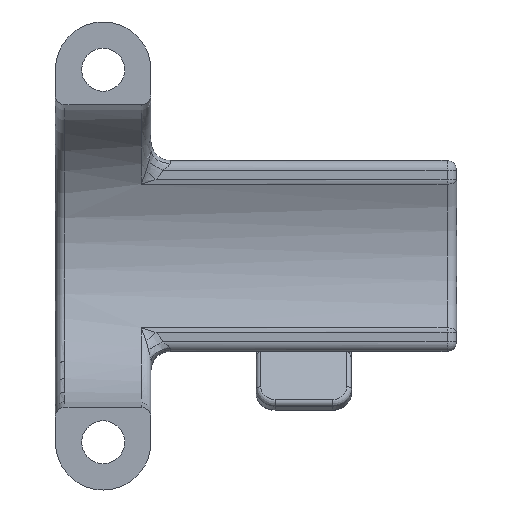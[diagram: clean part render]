
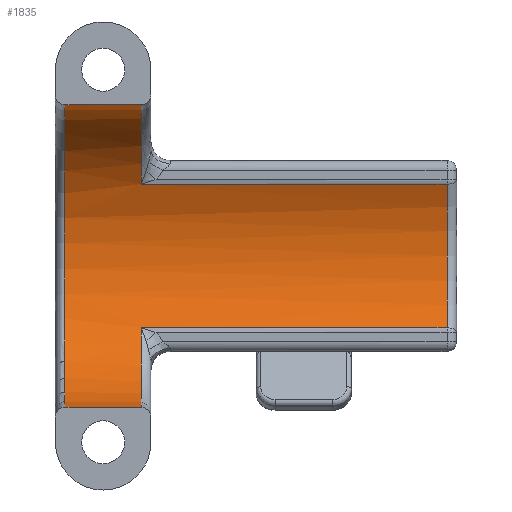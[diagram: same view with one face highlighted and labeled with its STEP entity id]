
A CAD part, front view. The second image highlights one B-rep face of the part: STEP entity #1835.
In plain terms, the highlighted cylindrical face has radius 16 mm (diameter 32 mm), a partial arc.
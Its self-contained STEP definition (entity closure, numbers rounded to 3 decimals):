
#81=LINE('',#3005,#212);
#105=LINE('',#3353,#236);
#122=LINE('',#3469,#253);
#123=LINE('',#3472,#254);
#212=VECTOR('',#2198,10.);
#236=VECTOR('',#2278,10.);
#253=VECTOR('',#2393,10.);
#254=VECTOR('',#2396,10.);
#355=CYLINDRICAL_SURFACE('',#2022,16.);
#460=FACE_OUTER_BOUND('',#577,.T.);
#577=EDGE_LOOP('',(#1428,#1429,#1430,#1431,#1432,#1433,#1434,#1435));
#673=CIRCLE('',#1942,16.);
#694=CIRCLE('',#1977,16.);
#719=CIRCLE('',#2021,16.);
#720=CIRCLE('',#2023,16.);
#789=VERTEX_POINT('',#2944);
#790=VERTEX_POINT('',#2986);
#793=VERTEX_POINT('',#3003);
#827=VERTEX_POINT('',#3300);
#831=VERTEX_POINT('',#3352);
#833=VERTEX_POINT('',#3358);
#853=VERTEX_POINT('',#3468);
#854=VERTEX_POINT('',#3470);
#963=EDGE_CURVE('',#789,#790,#673,.T.);
#968=EDGE_CURVE('',#793,#789,#81,.T.);
#1020=EDGE_CURVE('',#827,#831,#105,.T.);
#1024=EDGE_CURVE('',#833,#827,#694,.T.);
#1065=EDGE_CURVE('',#831,#793,#719,.T.);
#1066=EDGE_CURVE('',#833,#853,#122,.T.);
#1067=EDGE_CURVE('',#854,#853,#720,.T.);
#1068=EDGE_CURVE('',#790,#854,#123,.T.);
#1428=ORIENTED_EDGE('',*,*,#963,.F.);
#1429=ORIENTED_EDGE('',*,*,#968,.F.);
#1430=ORIENTED_EDGE('',*,*,#1065,.F.);
#1431=ORIENTED_EDGE('',*,*,#1020,.F.);
#1432=ORIENTED_EDGE('',*,*,#1024,.F.);
#1433=ORIENTED_EDGE('',*,*,#1066,.T.);
#1434=ORIENTED_EDGE('',*,*,#1067,.F.);
#1435=ORIENTED_EDGE('',*,*,#1068,.F.);
#1835=ADVANCED_FACE('',(#460),#355,.F.);
#1942=AXIS2_PLACEMENT_3D('',#2987,#2189,#2190);
#1977=AXIS2_PLACEMENT_3D('',#3369,#2285,#2286);
#2021=AXIS2_PLACEMENT_3D('',#3466,#2389,#2390);
#2022=AXIS2_PLACEMENT_3D('',#3467,#2391,#2392);
#2023=AXIS2_PLACEMENT_3D('',#3471,#2394,#2395);
#2189=DIRECTION('center_axis',(-1.,0.,0.));
#2190=DIRECTION('ref_axis',(0.,0.566,-0.824));
#2198=DIRECTION('',(-1.,0.,0.));
#2278=DIRECTION('',(1.,0.,0.));
#2285=DIRECTION('center_axis',(-1.,0.,0.));
#2286=DIRECTION('ref_axis',(0.,0.566,0.824));
#2389=DIRECTION('center_axis',(-1.,0.,0.));
#2390=DIRECTION('ref_axis',(0.,1.,0.));
#2391=DIRECTION('center_axis',(-1.,0.,0.));
#2392=DIRECTION('ref_axis',(0.,-0.138,-0.991));
#2393=DIRECTION('',(-1.,0.,0.));
#2394=DIRECTION('center_axis',(1.,0.,0.));
#2395=DIRECTION('ref_axis',(0.,1.,0.));
#2396=DIRECTION('',(-1.,0.,0.));
#2944=CARTESIAN_POINT('',(-17.,-5.882,2.471));
#2986=CARTESIAN_POINT('',(-17.,-17.8,-5.848));
#2987=CARTESIAN_POINT('Origin',(-17.,-20.,10.));
#3003=CARTESIAN_POINT('',(15.,-5.882,2.471));
#3005=CARTESIAN_POINT('',(-16.,-5.882,2.471));
#3300=CARTESIAN_POINT('',(-17.,-5.882,17.529));
#3352=CARTESIAN_POINT('',(15.,-5.882,17.529));
#3353=CARTESIAN_POINT('',(-16.,-5.882,17.529));
#3358=CARTESIAN_POINT('',(-17.,-17.8,25.848));
#3369=CARTESIAN_POINT('Origin',(-17.,-20.,10.));
#3466=CARTESIAN_POINT('Origin',(15.,-20.,10.));
#3467=CARTESIAN_POINT('Origin',(-16.,-20.,10.));
#3468=CARTESIAN_POINT('',(-25.,-17.8,25.848));
#3469=CARTESIAN_POINT('',(-16.,-17.8,25.848));
#3470=CARTESIAN_POINT('',(-25.,-17.8,-5.848));
#3471=CARTESIAN_POINT('Origin',(-25.,-20.,10.));
#3472=CARTESIAN_POINT('',(-16.,-17.8,-5.848));
